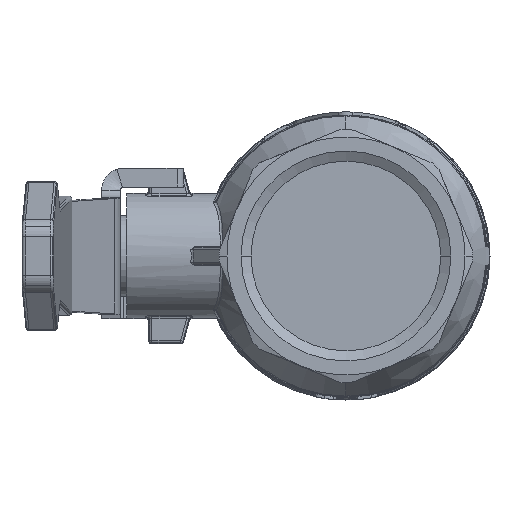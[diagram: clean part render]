
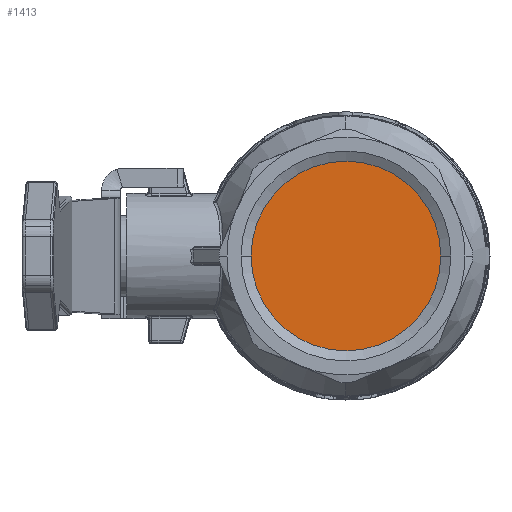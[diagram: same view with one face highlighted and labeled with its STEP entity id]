
A CAD part, left-side view. The second image highlights one B-rep face of the part: STEP entity #1413.
In plain terms, the highlighted planar face has unit normal (-1, 0, 0).
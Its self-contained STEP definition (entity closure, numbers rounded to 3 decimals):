
#1413=ADVANCED_FACE('',(#3799),#3800,.F.);
#3799=FACE_OUTER_BOUND('',#7203,.T.);
#3800=PLANE('',#7204);
#7203=EDGE_LOOP('',(#14509,#14510));
#7204=AXIS2_PLACEMENT_3D('',#14511,#14512,#14513);
#14509=ORIENTED_EDGE('',*,*,#23159,.F.);
#14510=ORIENTED_EDGE('',*,*,#23395,.F.);
#14511=CARTESIAN_POINT('',(-19.5,13.573,0.));
#14512=DIRECTION('',(1.0,0.0,0.0));
#14513=DIRECTION('',(0.0,0.,-1.0));
#23159=EDGE_CURVE('',#27708,#27710,#27711,.T.);
#23395=EDGE_CURVE('',#27710,#27708,#28067,.T.);
#27708=VERTEX_POINT('',#34918);
#27710=VERTEX_POINT('',#34921);
#27711=CIRCLE('',#34922,15.146);
#28067=CIRCLE('',#35673,15.146);
#34918=CARTESIAN_POINT('',(-19.5,15.146,0.));
#34921=CARTESIAN_POINT('',(-19.5,-15.146,0.));
#34922=AXIS2_PLACEMENT_3D('',#45962,#45963,#45964);
#35673=AXIS2_PLACEMENT_3D('',#46258,#46259,#46260);
#45962=CARTESIAN_POINT('',(-19.5,0.0,0.0));
#45963=DIRECTION('',(1.0,0.0,-0.0));
#45964=DIRECTION('',(0.0,1.0,0.));
#46258=CARTESIAN_POINT('',(-19.5,0.0,0.0));
#46259=DIRECTION('',(1.0,0.0,-0.0));
#46260=DIRECTION('',(0.0,1.0,0.));
